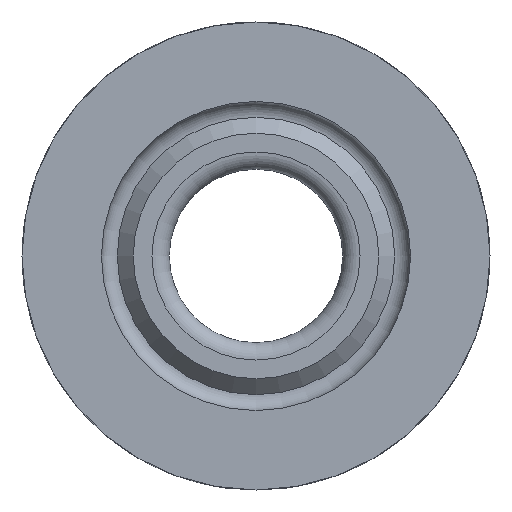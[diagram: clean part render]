
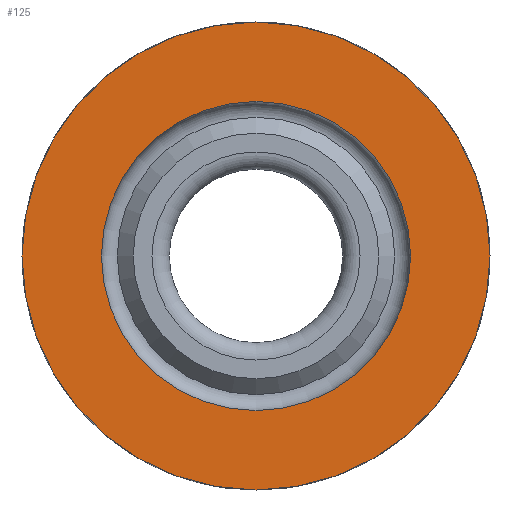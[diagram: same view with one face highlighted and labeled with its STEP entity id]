
A CAD part, left-side view. The second image highlights one B-rep face of the part: STEP entity #125.
In plain terms, the highlighted planar face has unit normal (-1, 0, 0).
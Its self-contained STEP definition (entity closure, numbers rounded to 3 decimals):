
#125 = ADVANCED_FACE( '', ( #252, #253 ), #254, .F. );
#252 = FACE_OUTER_BOUND( '', #386, .T. );
#253 = FACE_BOUND( '', #387, .T. );
#254 = PLANE( '', #388 );
#386 = EDGE_LOOP( '', ( #720 ) );
#387 = EDGE_LOOP( '', ( #721 ) );
#388 = AXIS2_PLACEMENT_3D( '', #722, #723, #724 );
#720 = ORIENTED_EDGE( '', *, *, #873, .F. );
#721 = ORIENTED_EDGE( '', *, *, #861, .T. );
#722 = CARTESIAN_POINT( '', ( 5., 7.08, 0. ) );
#723 = DIRECTION( '', ( 1., 0., 0. ) );
#724 = DIRECTION( '', ( 0., 0., -1. ) );
#861 = EDGE_CURVE( '', #1033, #1033, #1034, .T. );
#873 = EDGE_CURVE( '', #1057, #1057, #1058, .T. );
#1033 = VERTEX_POINT( '', #1375 );
#1034 = CIRCLE( '', #1376, 8.92 );
#1057 = VERTEX_POINT( '', #1399 );
#1058 = CIRCLE( '', #1400, 13.5 );
#1375 = CARTESIAN_POINT( '', ( 5., 0., -8.92 ) );
#1376 = AXIS2_PLACEMENT_3D( '', #1526, #1527, #1528 );
#1399 = CARTESIAN_POINT( '', ( 5., 0., -13.5 ) );
#1400 = AXIS2_PLACEMENT_3D( '', #1562, #1563, #1564 );
#1526 = CARTESIAN_POINT( '', ( 5., 0., 0. ) );
#1527 = DIRECTION( '', ( 1., 0., 0. ) );
#1528 = DIRECTION( '', ( 0., 0., -1. ) );
#1562 = CARTESIAN_POINT( '', ( 5., 0., 0. ) );
#1563 = DIRECTION( '', ( 1., 0., 0. ) );
#1564 = DIRECTION( '', ( 0., 0., -1. ) );
